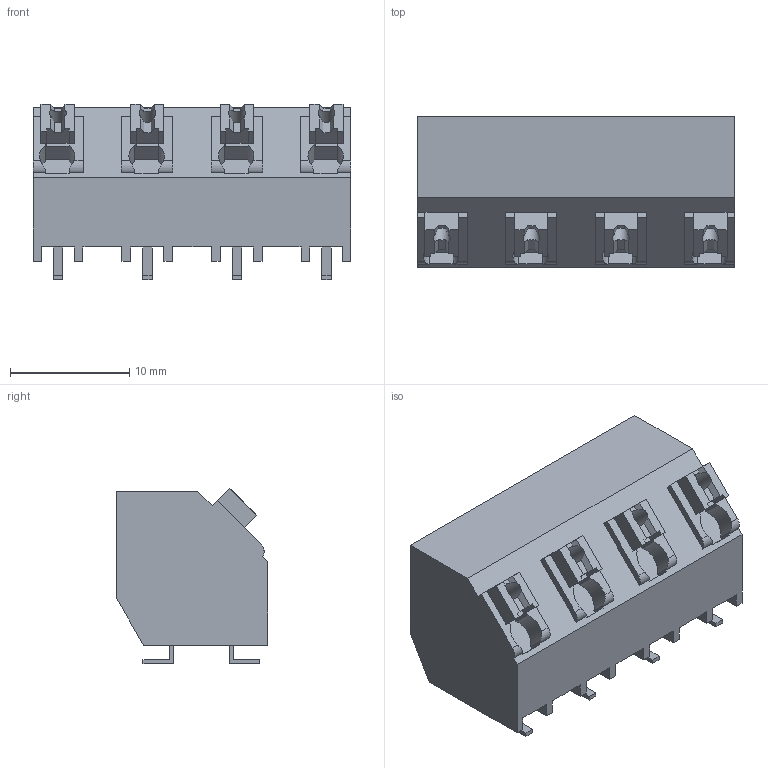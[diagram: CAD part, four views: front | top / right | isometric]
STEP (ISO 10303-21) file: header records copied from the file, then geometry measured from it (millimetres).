
FILE_DESCRIPTION(('CATIA V5 STEP Exchange','CAx-IF Rec.Pracs.--- Model Styling and Organization---1.2---2011-12-15'),'2;1');
FILE_NAME ('D1452249_0_1473910000_1473910000.stp','2018-03-22T06:52:44+00:00',('none'),('Weidmueller'),'CATIA Version 5-6 Release 2014','CATIA V5 STEP AP214','none');
FILE_SCHEMA(('AUTOMOTIVE_DESIGN { 1 0 10303 214 1 1 1 1 }'));
Length unit declared in the file: millimetre
Products named in the file (1): 1473910000
Bounding box: 26.63 x 12.7 x 14.71 mm (x, y, z)
Volume: 3008.3 mm3; surface area: 2673.9 mm2
Topology: 13 solids, 13 shells, 326 faces, 901 edges, 606 vertices
Faces by surface type: plane 302, cylinder 24
Entity records: 10089 total; most frequent: CARTESIAN_POINT 1878, ORIENTED_EDGE 1802, DIRECTION 1328, EDGE_CURVE 901, VECTOR 813, LINE 813, VERTEX_POINT 606, EDGE_LOOP 339
